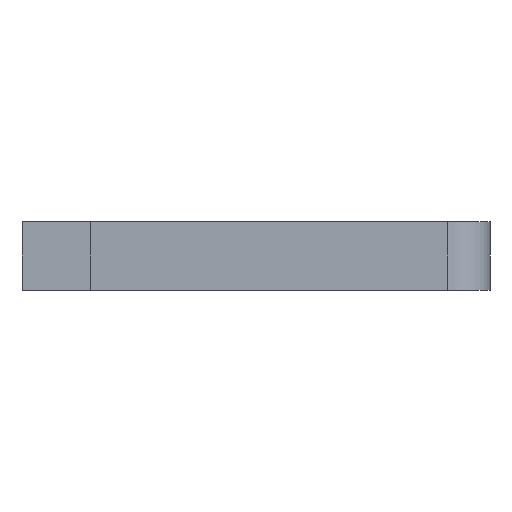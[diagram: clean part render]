
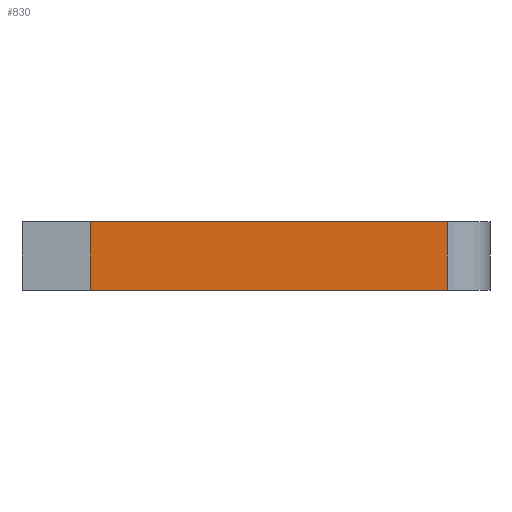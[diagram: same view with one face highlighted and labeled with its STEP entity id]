
A CAD part, front view. The second image highlights one B-rep face of the part: STEP entity #830.
In plain terms, the highlighted planar face has unit normal (0, -1, 0).
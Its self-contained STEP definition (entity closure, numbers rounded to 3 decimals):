
#27=PLANE('',#888);
#62=FACE_OUTER_BOUND('',#104,.T.);
#104=EDGE_LOOP('',(#585,#586,#587,#588));
#157=LINE('',#1171,#261);
#159=LINE('',#1177,#263);
#160=LINE('',#1179,#264);
#161=LINE('',#1180,#265);
#261=VECTOR('',#949,10.);
#263=VECTOR('',#955,10.);
#264=VECTOR('',#956,10.);
#265=VECTOR('',#957,10.);
#382=VERTEX_POINT('',#1168);
#383=VERTEX_POINT('',#1170);
#385=VERTEX_POINT('',#1176);
#386=VERTEX_POINT('',#1178);
#462=EDGE_CURVE('',#382,#383,#157,.T.);
#465=EDGE_CURVE('',#385,#382,#159,.T.);
#466=EDGE_CURVE('',#386,#385,#160,.T.);
#467=EDGE_CURVE('',#386,#383,#161,.T.);
#585=ORIENTED_EDGE('',*,*,#462,.F.);
#586=ORIENTED_EDGE('',*,*,#465,.F.);
#587=ORIENTED_EDGE('',*,*,#466,.F.);
#588=ORIENTED_EDGE('',*,*,#467,.T.);
#830=ADVANCED_FACE('',(#62),#27,.T.);
#888=AXIS2_PLACEMENT_3D('',#1175,#953,#954);
#949=DIRECTION('',(0.,0.,-1.));
#953=DIRECTION('center_axis',(0.,-1.,0.));
#954=DIRECTION('ref_axis',(1.,0.,0.));
#955=DIRECTION('',(1.,0.,0.));
#956=DIRECTION('',(0.,0.,1.));
#957=DIRECTION('',(1.,0.,0.));
#1168=CARTESIAN_POINT('',(18.5,-28.,8.));
#1170=CARTESIAN_POINT('',(18.5,-28.,0.));
#1171=CARTESIAN_POINT('',(18.5,-28.,0.));
#1175=CARTESIAN_POINT('Origin',(-23.5,-28.,0.));
#1176=CARTESIAN_POINT('',(-23.5,-28.,8.));
#1177=CARTESIAN_POINT('',(-23.5,-28.,8.));
#1178=CARTESIAN_POINT('',(-23.5,-28.,0.));
#1179=CARTESIAN_POINT('',(-23.5,-28.,0.));
#1180=CARTESIAN_POINT('',(-23.5,-28.,0.));
